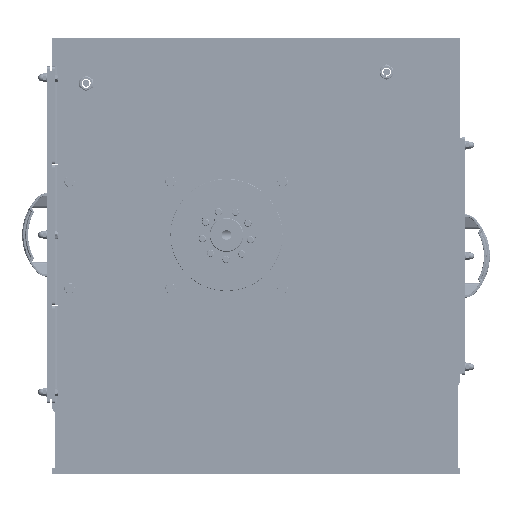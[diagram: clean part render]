
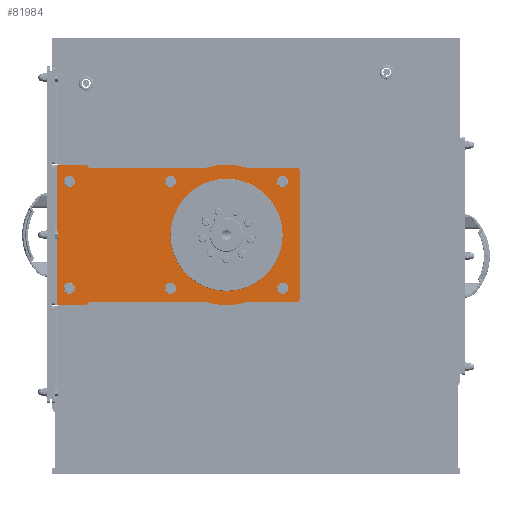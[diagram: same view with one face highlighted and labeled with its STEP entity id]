
A CAD part, left-side view. The second image highlights one B-rep face of the part: STEP entity #81984.
In plain terms, the highlighted planar face has unit normal (-1, 0, 0).
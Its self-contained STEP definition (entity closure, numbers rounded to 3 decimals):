
#3754=LINE('',#120005,#9637);
#3755=LINE('',#120009,#9638);
#3756=LINE('',#120011,#9639);
#3757=LINE('',#120013,#9640);
#3758=LINE('',#120015,#9641);
#3759=LINE('',#120017,#9642);
#3760=LINE('',#120019,#9643);
#3761=LINE('',#120021,#9644);
#3762=LINE('',#120025,#9645);
#3763=LINE('',#120028,#9646);
#9637=VECTOR('',#96340,10.);
#9638=VECTOR('',#96343,10.);
#9639=VECTOR('',#96344,10.);
#9640=VECTOR('',#96345,10.);
#9641=VECTOR('',#96346,10.);
#9642=VECTOR('',#96347,10.);
#9643=VECTOR('',#96348,10.);
#9644=VECTOR('',#96349,10.);
#9645=VECTOR('',#96352,10.);
#9646=VECTOR('',#96355,10.);
#16152=FACE_BOUND('',#22316,.T.);
#16153=FACE_BOUND('',#22317,.T.);
#16154=FACE_BOUND('',#22318,.T.);
#16155=FACE_BOUND('',#22319,.T.);
#16156=FACE_BOUND('',#22320,.T.);
#16157=FACE_BOUND('',#22321,.T.);
#16158=FACE_BOUND('',#22322,.T.);
#17341=FACE_OUTER_BOUND('',#22315,.T.);
#22315=EDGE_LOOP('',(#51634,#51635,#51636,#51637,#51638,#51639,#51640,#51641,
#51642,#51643,#51644,#51645,#51646,#51647));
#22316=EDGE_LOOP('',(#51648));
#22317=EDGE_LOOP('',(#51649));
#22318=EDGE_LOOP('',(#51650));
#22319=EDGE_LOOP('',(#51651));
#22320=EDGE_LOOP('',(#51652));
#22321=EDGE_LOOP('',(#51653));
#22322=EDGE_LOOP('',(#51654));
#28201=CIRCLE('',#87088,5.);
#28202=CIRCLE('',#87089,125.);
#28203=CIRCLE('',#87090,125.);
#28204=CIRCLE('',#87091,5.);
#28205=CIRCLE('',#87092,10.);
#28206=CIRCLE('',#87093,10.);
#28207=CIRCLE('',#87094,10.);
#28208=CIRCLE('',#87095,10.);
#28209=CIRCLE('',#87096,10.);
#28210=CIRCLE('',#87097,99.5);
#28211=CIRCLE('',#87098,10.);
#32135=VERTEX_POINT('',#120001);
#32136=VERTEX_POINT('',#120002);
#32137=VERTEX_POINT('',#120004);
#32138=VERTEX_POINT('',#120006);
#32139=VERTEX_POINT('',#120008);
#32140=VERTEX_POINT('',#120010);
#32141=VERTEX_POINT('',#120012);
#32142=VERTEX_POINT('',#120014);
#32143=VERTEX_POINT('',#120016);
#32144=VERTEX_POINT('',#120018);
#32145=VERTEX_POINT('',#120020);
#32146=VERTEX_POINT('',#120022);
#32147=VERTEX_POINT('',#120024);
#32148=VERTEX_POINT('',#120026);
#32149=VERTEX_POINT('',#120029);
#32150=VERTEX_POINT('',#120031);
#32151=VERTEX_POINT('',#120033);
#32152=VERTEX_POINT('',#120035);
#32153=VERTEX_POINT('',#120037);
#32154=VERTEX_POINT('',#120039);
#32155=VERTEX_POINT('',#120041);
#39649=EDGE_CURVE('',#32135,#32136,#28201,.T.);
#39650=EDGE_CURVE('',#32135,#32137,#3754,.T.);
#39651=EDGE_CURVE('',#32137,#32138,#28202,.T.);
#39652=EDGE_CURVE('',#32138,#32139,#3755,.T.);
#39653=EDGE_CURVE('',#32139,#32140,#3756,.T.);
#39654=EDGE_CURVE('',#32140,#32141,#3757,.T.);
#39655=EDGE_CURVE('',#32142,#32141,#3758,.T.);
#39656=EDGE_CURVE('',#32143,#32142,#3759,.T.);
#39657=EDGE_CURVE('',#32143,#32144,#3760,.T.);
#39658=EDGE_CURVE('',#32144,#32145,#3761,.T.);
#39659=EDGE_CURVE('',#32145,#32146,#28203,.T.);
#39660=EDGE_CURVE('',#32146,#32147,#3762,.T.);
#39661=EDGE_CURVE('',#32148,#32147,#28204,.T.);
#39662=EDGE_CURVE('',#32136,#32148,#3763,.T.);
#39663=EDGE_CURVE('',#32149,#32149,#28205,.T.);
#39664=EDGE_CURVE('',#32150,#32150,#28206,.T.);
#39665=EDGE_CURVE('',#32151,#32151,#28207,.T.);
#39666=EDGE_CURVE('',#32152,#32152,#28208,.T.);
#39667=EDGE_CURVE('',#32153,#32153,#28209,.T.);
#39668=EDGE_CURVE('',#32154,#32154,#28210,.T.);
#39669=EDGE_CURVE('',#32155,#32155,#28211,.T.);
#51634=ORIENTED_EDGE('',*,*,#39649,.F.);
#51635=ORIENTED_EDGE('',*,*,#39650,.T.);
#51636=ORIENTED_EDGE('',*,*,#39651,.T.);
#51637=ORIENTED_EDGE('',*,*,#39652,.T.);
#51638=ORIENTED_EDGE('',*,*,#39653,.T.);
#51639=ORIENTED_EDGE('',*,*,#39654,.T.);
#51640=ORIENTED_EDGE('',*,*,#39655,.F.);
#51641=ORIENTED_EDGE('',*,*,#39656,.F.);
#51642=ORIENTED_EDGE('',*,*,#39657,.T.);
#51643=ORIENTED_EDGE('',*,*,#39658,.T.);
#51644=ORIENTED_EDGE('',*,*,#39659,.T.);
#51645=ORIENTED_EDGE('',*,*,#39660,.T.);
#51646=ORIENTED_EDGE('',*,*,#39661,.F.);
#51647=ORIENTED_EDGE('',*,*,#39662,.F.);
#51648=ORIENTED_EDGE('',*,*,#39663,.F.);
#51649=ORIENTED_EDGE('',*,*,#39664,.F.);
#51650=ORIENTED_EDGE('',*,*,#39665,.F.);
#51651=ORIENTED_EDGE('',*,*,#39666,.F.);
#51652=ORIENTED_EDGE('',*,*,#39667,.F.);
#51653=ORIENTED_EDGE('',*,*,#39668,.F.);
#51654=ORIENTED_EDGE('',*,*,#39669,.F.);
#74332=PLANE('',#87087);
#81984=ADVANCED_FACE('',(#17341,#16152,#16153,#16154,#16155,#16156,#16157,
#16158),#74332,.F.);
#87087=AXIS2_PLACEMENT_3D('',#120000,#96336,#96337);
#87088=AXIS2_PLACEMENT_3D('',#120003,#96338,#96339);
#87089=AXIS2_PLACEMENT_3D('',#120007,#96341,#96342);
#87090=AXIS2_PLACEMENT_3D('',#120023,#96350,#96351);
#87091=AXIS2_PLACEMENT_3D('',#120027,#96353,#96354);
#87092=AXIS2_PLACEMENT_3D('',#120030,#96356,#96357);
#87093=AXIS2_PLACEMENT_3D('',#120032,#96358,#96359);
#87094=AXIS2_PLACEMENT_3D('',#120034,#96360,#96361);
#87095=AXIS2_PLACEMENT_3D('',#120036,#96362,#96363);
#87096=AXIS2_PLACEMENT_3D('',#120038,#96364,#96365);
#87097=AXIS2_PLACEMENT_3D('',#120040,#96366,#96367);
#87098=AXIS2_PLACEMENT_3D('',#120042,#96368,#96369);
#96336=DIRECTION('center_axis',(1.,0.,0.));
#96337=DIRECTION('ref_axis',(0.,0.,
-1.));
#96338=DIRECTION('center_axis',(1.,0.,0.));
#96339=DIRECTION('ref_axis',(0.,-0.707,0.707));
#96340=DIRECTION('',(0.,1.,0.));
#96341=DIRECTION('center_axis',(-1.,0.,0.));
#96342=DIRECTION('ref_axis',(0.,-0.28,-0.96));
#96343=DIRECTION('',(0.,1.,0.));
#96344=DIRECTION('',(0.,0.707,0.707));
#96345=DIRECTION('',(0.,1.,0.));
#96346=DIRECTION('',(0.,0.,1.));
#96347=DIRECTION('',(0.,1.,0.));
#96348=DIRECTION('',(0.,-0.707,0.707));
#96349=DIRECTION('',(0.,-1.,0.));
#96350=DIRECTION('center_axis',(-1.,0.,0.));
#96351=DIRECTION('ref_axis',(0.,-0.28,0.96));
#96352=DIRECTION('',(0.,-1.,0.));
#96353=DIRECTION('center_axis',(1.,0.,0.));
#96354=DIRECTION('ref_axis',(0.,-0.707,-0.707));
#96355=DIRECTION('',(0.,0.,-1.));
#96356=DIRECTION('center_axis',(-1.,0.,0.));
#96357=DIRECTION('ref_axis',(0.,-1.,0.));
#96358=DIRECTION('center_axis',(-1.,0.,0.));
#96359=DIRECTION('ref_axis',(0.,-0.998,-0.069));
#96360=DIRECTION('center_axis',(-1.,0.,0.));
#96361=DIRECTION('ref_axis',(0.,-0.998,-0.069));
#96362=DIRECTION('center_axis',(-1.,0.,0.));
#96363=DIRECTION('ref_axis',(0.,-1.,0.));
#96364=DIRECTION('center_axis',(-1.,0.,0.));
#96365=DIRECTION('ref_axis',(0.,-1.,0.));
#96366=DIRECTION('center_axis',(-1.,0.,0.));
#96367=DIRECTION('ref_axis',(0.,0.,
-1.));
#96368=DIRECTION('center_axis',(-1.,0.,0.));
#96369=DIRECTION('ref_axis',(0.,-1.,0.));
#120000=CARTESIAN_POINT('Origin',(-674.,157.024,-340.));
#120001=CARTESIAN_POINT('',(-674.,-72.5,-220.));
#120002=CARTESIAN_POINT('',(-674.,-77.5,-225.));
#120003=CARTESIAN_POINT('Origin',(-674.,-72.5,-225.));
#120004=CARTESIAN_POINT('',(-674.,17.5,-220.));
#120005=CARTESIAN_POINT('',(-674.,87.262,-220.));
#120006=CARTESIAN_POINT('',(-674.,87.5,-220.));
#120007=CARTESIAN_POINT('Origin',(-674.,52.5,-340.));
#120008=CARTESIAN_POINT('',(-674.,297.5,-220.));
#120009=CARTESIAN_POINT('',(-674.,227.262,-220.));
#120010=CARTESIAN_POINT('',(-674.,302.5,-215.));
#120011=CARTESIAN_POINT('',(-674.,234.881,-282.619));
#120012=CARTESIAN_POINT('',(-674.,354.5,-215.));
#120013=CARTESIAN_POINT('',(-674.,-77.5,-215.));
#120014=CARTESIAN_POINT('',(-674.,354.5,-465.));
#120015=CARTESIAN_POINT('',(-674.,354.5,-340.));
#120016=CARTESIAN_POINT('',(-674.,302.5,-465.));
#120017=CARTESIAN_POINT('',(-674.,-77.5,-465.));
#120018=CARTESIAN_POINT('',(-674.,297.5,-460.));
#120019=CARTESIAN_POINT('',(-674.,234.881,-397.381));
#120020=CARTESIAN_POINT('',(-674.,87.5,-460.));
#120021=CARTESIAN_POINT('',(-674.,227.262,-460.));
#120022=CARTESIAN_POINT('',(-674.,17.5,-460.));
#120023=CARTESIAN_POINT('Origin',(-674.,52.5,-340.));
#120024=CARTESIAN_POINT('',(-674.,-72.5,-460.));
#120025=CARTESIAN_POINT('',(-674.,87.262,-460.));
#120026=CARTESIAN_POINT('',(-674.,-77.5,-455.));
#120027=CARTESIAN_POINT('Origin',(-674.,-72.5,-455.));
#120028=CARTESIAN_POINT('',(-674.,-77.5,-215.));
#120029=CARTESIAN_POINT('',(-674.,-37.5,-435.));
#120030=CARTESIAN_POINT('Origin',(-674.,-47.5,-435.));
#120031=CARTESIAN_POINT('',(-674.,342.476,-434.312));
#120032=CARTESIAN_POINT('Origin',(-674.,332.5,-435.));
#120033=CARTESIAN_POINT('',(-674.,342.476,-244.312));
#120034=CARTESIAN_POINT('Origin',(-674.,332.5,-245.));
#120035=CARTESIAN_POINT('',(-674.,162.5,-245.));
#120036=CARTESIAN_POINT('Origin',(-674.,152.5,-245.));
#120037=CARTESIAN_POINT('',(-674.,-37.5,-245.));
#120038=CARTESIAN_POINT('Origin',(-674.,-47.5,-245.));
#120039=CARTESIAN_POINT('',(-674.,52.5,-240.5));
#120040=CARTESIAN_POINT('Origin',(-674.,52.5,-340.));
#120041=CARTESIAN_POINT('',(-674.,162.5,-435.));
#120042=CARTESIAN_POINT('Origin',(-674.,152.5,-435.));
